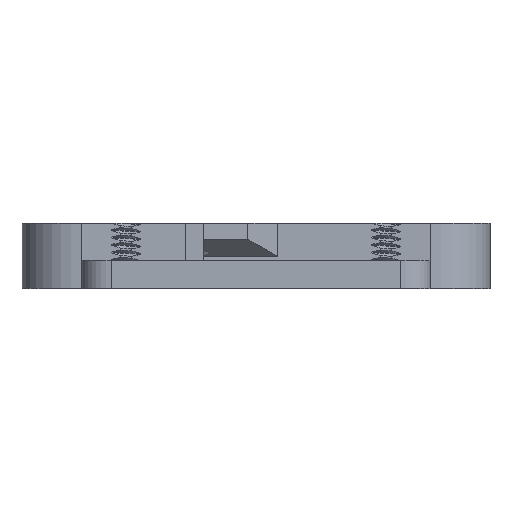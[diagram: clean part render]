
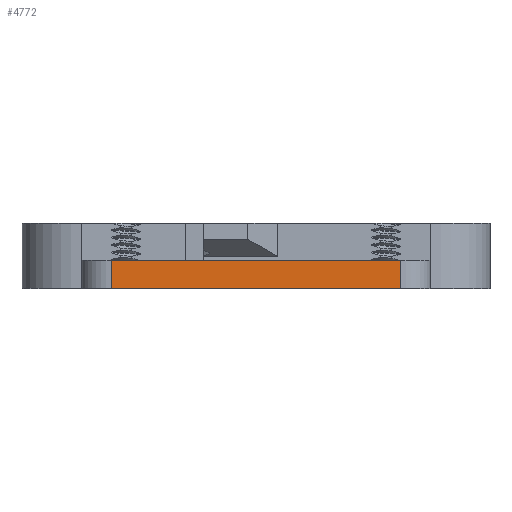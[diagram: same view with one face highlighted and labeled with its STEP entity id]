
A CAD part, top view. The second image highlights one B-rep face of the part: STEP entity #4772.
In plain terms, the highlighted planar face has unit normal (0, 0, 1).
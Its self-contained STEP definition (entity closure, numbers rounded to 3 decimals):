
#172=PLANE('',#5001);
#458=FACE_OUTER_BOUND('',#714,.T.);
#714=EDGE_LOOP('',(#4303,#4304,#4305,#4306));
#1290=LINE('',#9363,#1721);
#1315=LINE('',#9509,#1746);
#1318=LINE('',#9516,#1749);
#1321=LINE('',#9522,#1752);
#1721=VECTOR('',#5603,10.);
#1746=VECTOR('',#5654,10.);
#1749=VECTOR('',#5661,10.);
#1752=VECTOR('',#5668,10.);
#2195=VERTEX_POINT('',#9361);
#2196=VERTEX_POINT('',#9362);
#2222=VERTEX_POINT('',#9507);
#2223=VERTEX_POINT('',#9512);
#2791=EDGE_CURVE('',#2195,#2196,#1290,.T.);
#2826=EDGE_CURVE('',#2222,#2196,#1315,.T.);
#2830=EDGE_CURVE('',#2195,#2223,#1318,.T.);
#2833=EDGE_CURVE('',#2223,#2222,#1321,.T.);
#4303=ORIENTED_EDGE('',*,*,#2833,.F.);
#4304=ORIENTED_EDGE('',*,*,#2830,.F.);
#4305=ORIENTED_EDGE('',*,*,#2791,.T.);
#4306=ORIENTED_EDGE('',*,*,#2826,.F.);
#4772=ADVANCED_FACE('',(#458),#172,.T.);
#5001=AXIS2_PLACEMENT_3D('',#11505,#5803,#5804);
#5603=DIRECTION('',(1.,0.,0.));
#5654=DIRECTION('',(0.,-1.,0.));
#5661=DIRECTION('',(0.,1.,0.));
#5668=DIRECTION('',(1.,0.,0.));
#5803=DIRECTION('center_axis',(0.,0.,1.));
#5804=DIRECTION('ref_axis',(1.,0.,0.));
#9361=CARTESIAN_POINT('',(-9.75,-2.,12.95));
#9362=CARTESIAN_POINT('',(9.75,-2.,12.95));
#9363=CARTESIAN_POINT('',(-11.75,-2.,12.95));
#9507=CARTESIAN_POINT('',(9.75,-0.1,12.95));
#9509=CARTESIAN_POINT('',(9.75,-2.,12.95));
#9512=CARTESIAN_POINT('',(-9.75,-0.1,12.95));
#9516=CARTESIAN_POINT('',(-9.75,-2.,12.95));
#9522=CARTESIAN_POINT('',(-11.75,-0.1,12.95));
#11505=CARTESIAN_POINT('Origin',(-11.75,-2.,12.95));
